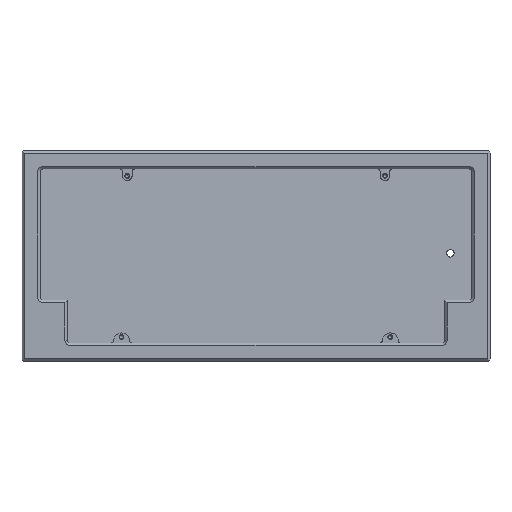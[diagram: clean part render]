
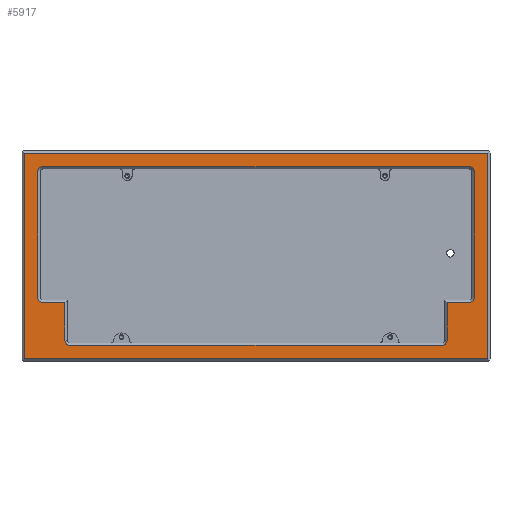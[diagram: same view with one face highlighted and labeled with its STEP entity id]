
A CAD part, top view. The second image highlights one B-rep face of the part: STEP entity #5917.
In plain terms, the highlighted planar face has unit normal (0, 0, 1).
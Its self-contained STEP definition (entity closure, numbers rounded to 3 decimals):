
#167=FACE_BOUND('',#1176,.T.);
#482=PLANE('',#6403);
#804=FACE_OUTER_BOUND('',#1175,.T.);
#1175=EDGE_LOOP('',(#5285,#5286,#5287,#5288));
#1176=EDGE_LOOP('',(#5289,#5290,#5291,#5292,#5293,#5294,#5295,#5296,#5297,
#5298,#5299,#5300,#5301,#5302));
#1461=LINE('',#10856,#1941);
#1465=LINE('',#10867,#1945);
#1507=LINE('',#11163,#1987);
#1508=LINE('',#11165,#1988);
#1569=LINE('',#11555,#2049);
#1620=LINE('',#11709,#2100);
#1622=LINE('',#11716,#2102);
#1625=LINE('',#11721,#2105);
#1628=LINE('',#11729,#2108);
#1638=LINE('',#11751,#2118);
#1639=LINE('',#11753,#2119);
#1640=LINE('',#11756,#2120);
#1941=VECTOR('',#7187,10.);
#1945=VECTOR('',#7197,10.);
#1987=VECTOR('',#7331,10.);
#1988=VECTOR('',#7334,10.);
#2049=VECTOR('',#7511,10.);
#2100=VECTOR('',#7690,10.);
#2102=VECTOR('',#7698,10.);
#2105=VECTOR('',#7703,10.);
#2108=VECTOR('',#7712,10.);
#2118=VECTOR('',#7732,10.);
#2119=VECTOR('',#7733,10.);
#2120=VECTOR('',#7736,10.);
#2311=CIRCLE('',#6325,2.2);
#2313=CIRCLE('',#6329,2.2);
#2340=CIRCLE('',#6393,2.2);
#2341=CIRCLE('',#6397,2.2);
#2342=CIRCLE('',#6400,2.2);
#2343=CIRCLE('',#6404,2.2);
#2717=VERTEX_POINT('',#10853);
#2718=VERTEX_POINT('',#10855);
#2722=VERTEX_POINT('',#10865);
#2786=VERTEX_POINT('',#11161);
#2812=VERTEX_POINT('',#11546);
#2813=VERTEX_POINT('',#11548);
#2815=VERTEX_POINT('',#11554);
#2817=VERTEX_POINT('',#11560);
#2854=VERTEX_POINT('',#11707);
#2855=VERTEX_POINT('',#11711);
#2856=VERTEX_POINT('',#11715);
#2857=VERTEX_POINT('',#11719);
#2858=VERTEX_POINT('',#11723);
#2859=VERTEX_POINT('',#11727);
#2860=VERTEX_POINT('',#11731);
#2866=VERTEX_POINT('',#11750);
#2867=VERTEX_POINT('',#11752);
#2868=VERTEX_POINT('',#11754);
#3430=EDGE_CURVE('',#2717,#2718,#1461,.T.);
#3436=EDGE_CURVE('',#2722,#2717,#1465,.T.);
#3521=EDGE_CURVE('',#2786,#2722,#1507,.T.);
#3522=EDGE_CURVE('',#2718,#2786,#1508,.T.);
#3593=EDGE_CURVE('',#2812,#2813,#2311,.T.);
#3596=EDGE_CURVE('',#2813,#2815,#1569,.T.);
#3599=EDGE_CURVE('',#2815,#2817,#2313,.T.);
#3674=EDGE_CURVE('',#2812,#2854,#1620,.T.);
#3676=EDGE_CURVE('',#2855,#2854,#2340,.T.);
#3677=EDGE_CURVE('',#2856,#2855,#1622,.T.);
#3680=EDGE_CURVE('',#2857,#2856,#1625,.T.);
#3682=EDGE_CURVE('',#2858,#2857,#2341,.T.);
#3684=EDGE_CURVE('',#2859,#2858,#1628,.T.);
#3686=EDGE_CURVE('',#2860,#2859,#2342,.T.);
#3695=EDGE_CURVE('',#2866,#2860,#1638,.T.);
#3696=EDGE_CURVE('',#2867,#2866,#1639,.T.);
#3697=EDGE_CURVE('',#2868,#2867,#2343,.T.);
#3698=EDGE_CURVE('',#2817,#2868,#1640,.T.);
#5285=ORIENTED_EDGE('',*,*,#3521,.F.);
#5286=ORIENTED_EDGE('',*,*,#3522,.F.);
#5287=ORIENTED_EDGE('',*,*,#3430,.F.);
#5288=ORIENTED_EDGE('',*,*,#3436,.F.);
#5289=ORIENTED_EDGE('',*,*,#3674,.T.);
#5290=ORIENTED_EDGE('',*,*,#3676,.F.);
#5291=ORIENTED_EDGE('',*,*,#3677,.F.);
#5292=ORIENTED_EDGE('',*,*,#3680,.F.);
#5293=ORIENTED_EDGE('',*,*,#3682,.F.);
#5294=ORIENTED_EDGE('',*,*,#3684,.F.);
#5295=ORIENTED_EDGE('',*,*,#3686,.F.);
#5296=ORIENTED_EDGE('',*,*,#3695,.F.);
#5297=ORIENTED_EDGE('',*,*,#3696,.F.);
#5298=ORIENTED_EDGE('',*,*,#3697,.F.);
#5299=ORIENTED_EDGE('',*,*,#3698,.F.);
#5300=ORIENTED_EDGE('',*,*,#3599,.F.);
#5301=ORIENTED_EDGE('',*,*,#3596,.F.);
#5302=ORIENTED_EDGE('',*,*,#3593,.F.);
#5917=ADVANCED_FACE('',(#804,#167),#482,.T.);
#6325=AXIS2_PLACEMENT_3D('',#11549,#7504,#7505);
#6329=AXIS2_PLACEMENT_3D('',#11561,#7516,#7517);
#6393=AXIS2_PLACEMENT_3D('',#11713,#7694,#7695);
#6397=AXIS2_PLACEMENT_3D('',#11725,#7707,#7708);
#6400=AXIS2_PLACEMENT_3D('',#11733,#7716,#7717);
#6403=AXIS2_PLACEMENT_3D('',#11749,#7730,#7731);
#6404=AXIS2_PLACEMENT_3D('',#11755,#7734,#7735);
#7187=DIRECTION('',(0.,-1.,0.));
#7197=DIRECTION('',(1.,0.,0.));
#7331=DIRECTION('',(0.,1.,0.));
#7334=DIRECTION('',(-1.,0.,0.));
#7504=DIRECTION('center_axis',(0.,0.,1.));
#7505=DIRECTION('ref_axis',(0.707,0.707,0.));
#7511=DIRECTION('',(-1.,0.,0.));
#7516=DIRECTION('center_axis',(0.,0.,1.));
#7517=DIRECTION('ref_axis',(-0.707,0.707,0.));
#7690=DIRECTION('',(0.,-1.,0.));
#7694=DIRECTION('center_axis',(0.,0.,1.));
#7695=DIRECTION('ref_axis',(0.707,-0.707,0.));
#7698=DIRECTION('',(1.,0.,0.));
#7703=DIRECTION('',(0.,1.,0.));
#7707=DIRECTION('center_axis',(0.,0.,1.));
#7708=DIRECTION('ref_axis',(0.707,-0.707,0.));
#7712=DIRECTION('',(1.,0.,0.));
#7716=DIRECTION('center_axis',(0.,0.,1.));
#7717=DIRECTION('ref_axis',(-0.707,-0.707,0.));
#7730=DIRECTION('center_axis',(0.,0.,1.));
#7731=DIRECTION('ref_axis',(1.,0.,0.));
#7732=DIRECTION('',(0.,-1.,0.));
#7733=DIRECTION('',(1.,0.,0.));
#7734=DIRECTION('center_axis',(0.,0.,1.));
#7735=DIRECTION('ref_axis',(-0.707,-0.707,0.));
#7736=DIRECTION('',(0.,-1.,0.));
#10853=CARTESIAN_POINT('',(252.94,-38.69,10.7));
#10855=CARTESIAN_POINT('',(252.94,-129.94,10.7));
#10856=CARTESIAN_POINT('',(252.94,-107.628,10.7));
#10865=CARTESIAN_POINT('',(47.39,-38.69,10.7));
#10867=CARTESIAN_POINT('',(202.053,-38.69,10.7));
#11161=CARTESIAN_POINT('',(47.39,-129.94,10.7));
#11163=CARTESIAN_POINT('',(47.39,-61.003,10.7));
#11165=CARTESIAN_POINT('',(98.278,-129.94,10.7));
#11546=CARTESIAN_POINT('',(246.94,-46.89,10.7));
#11548=CARTESIAN_POINT('',(244.74,-44.69,10.7));
#11549=CARTESIAN_POINT('Origin',(244.74,-46.89,10.7));
#11554=CARTESIAN_POINT('',(55.59,-44.69,10.7));
#11555=CARTESIAN_POINT('',(198.053,-44.69,10.7));
#11560=CARTESIAN_POINT('',(53.39,-46.89,10.7));
#11561=CARTESIAN_POINT('Origin',(55.59,-46.89,10.7));
#11707=CARTESIAN_POINT('',(246.94,-102.69,10.7));
#11709=CARTESIAN_POINT('',(246.94,-93.48,10.7));
#11711=CARTESIAN_POINT('',(244.74,-104.89,10.7));
#11713=CARTESIAN_POINT('Origin',(244.74,-102.69,10.7));
#11715=CARTESIAN_POINT('',(234.893,-104.89,10.7));
#11716=CARTESIAN_POINT('',(108.301,-104.89,10.7));
#11719=CARTESIAN_POINT('',(234.893,-121.74,10.7));
#11721=CARTESIAN_POINT('',(234.893,-94.103,10.7));
#11723=CARTESIAN_POINT('',(232.693,-123.94,10.7));
#11725=CARTESIAN_POINT('Origin',(232.693,-121.74,10.7));
#11727=CARTESIAN_POINT('',(67.637,-123.94,10.7));
#11729=CARTESIAN_POINT('',(102.278,-123.94,10.7));
#11731=CARTESIAN_POINT('',(65.437,-121.74,10.7));
#11733=CARTESIAN_POINT('Origin',(67.637,-121.74,10.7));
#11749=CARTESIAN_POINT('Origin',(150.165,-84.315,10.7));
#11750=CARTESIAN_POINT('',(65.437,-104.89,10.7));
#11751=CARTESIAN_POINT('',(65.437,-103.628,10.7));
#11752=CARTESIAN_POINT('',(55.59,-104.89,10.7));
#11753=CARTESIAN_POINT('',(108.301,-104.89,10.7));
#11754=CARTESIAN_POINT('',(53.39,-102.69,10.7));
#11755=CARTESIAN_POINT('Origin',(55.59,-102.69,10.7));
#11756=CARTESIAN_POINT('',(53.39,-65.003,10.7));
